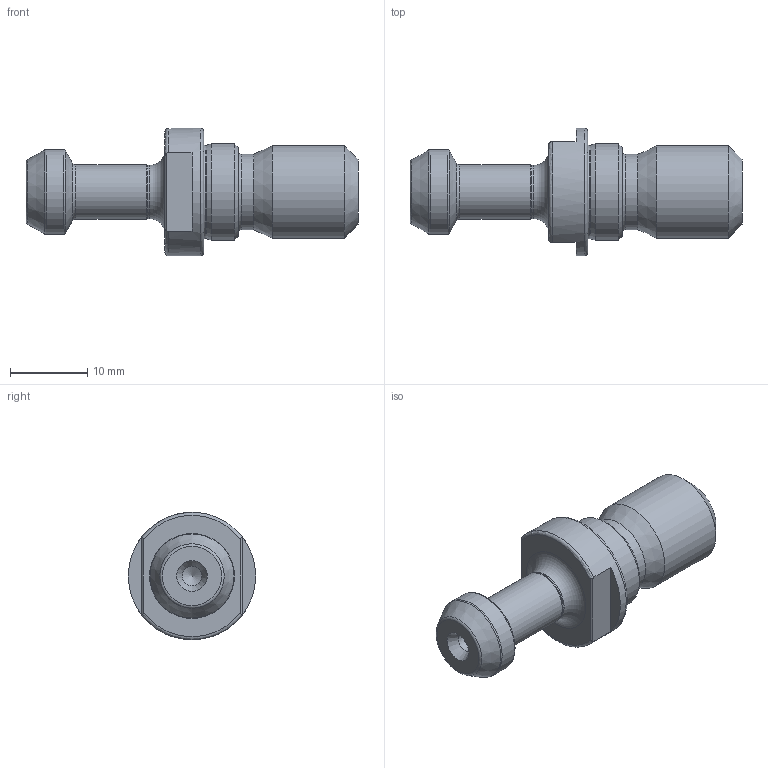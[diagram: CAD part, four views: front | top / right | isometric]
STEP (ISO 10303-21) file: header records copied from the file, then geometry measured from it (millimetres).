
FILE_DESCRIPTION(/* description */ (''),/* implementation_level */ '2;1');
FILE_NAME(/* name */ 'APS-BT30-60-M12-JIS.stp',/* time_stamp */ '2024-12-18T16:33:33+03:00',/* author */ (''),/* organization */ (''),/* preprocessor_version */ 'ST-DEVELOPER v19.4',/* originating_system */ 'SIEMENS PLM Software NX2306.5001',/* authorisation */ '');
FILE_SCHEMA (('AUTOMOTIVE_DESIGN { 1 0 10303 214 3 1 1 1 }'));
Length unit declared in the file: millimetre
Products named in the file (1): APS-BT30-60-M12-JIS-LIGHT_objects
Bounding box: 43 x 16.5 x 16.5 mm (x, y, z)
Volume: 4007.8 mm3; surface area: 1959.2 mm2
Topology: 1 solids, 1 shells, 43 faces, 92 edges, 54 vertices
Faces by surface type: cone 12, plane 11, torus 10, cylinder 10
Full cylindrical faces by diameter (mm): 2.5 x2, 6.9 x1, 7 x1, 9.75 x1, 11 x1, 12 x1, 12.1 x1, 12.5 x1, 16.5 x1
Entity records: 1103 total; most frequent: CARTESIAN_POINT 267, DIRECTION 178, ORIENTED_EDGE 114, AXIS2_PLACEMENT_3D 84, EDGE_LOOP 76, FACE_BOUND 70, EDGE_CURVE 57, VERTEX_POINT 51
